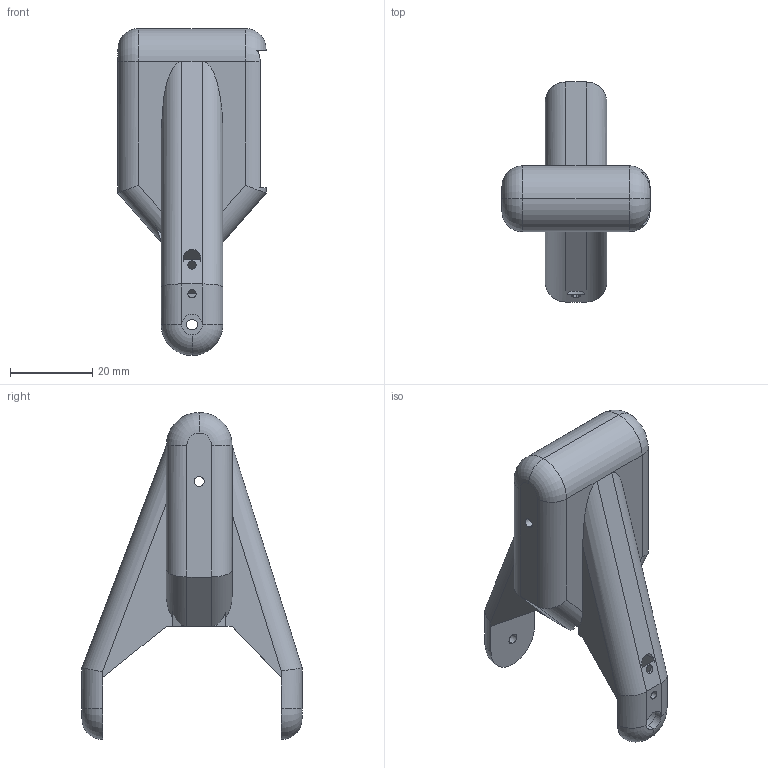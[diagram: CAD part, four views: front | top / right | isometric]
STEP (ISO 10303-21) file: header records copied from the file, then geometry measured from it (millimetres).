
FILE_DESCRIPTION (( 'STEP AP203' ), '1' );
FILE_NAME ('Coaxa_Default_sldprt.STEP', '2020-05-06T21:22:44', ( '' ), ( '' ), 'SwSTEP 2.0', 'SolidWorks 2019', '' );
FILE_SCHEMA (( 'CONFIG_CONTROL_DESIGN' ));
Length unit declared in the file: millimetre
Products named in the file (1): Coaxa_Default_sldprt
Bounding box: 36 x 53.5 x 79.5 mm (x, y, z)
Volume: 25861.1 mm3; surface area: 12105.5 mm2
Topology: 1 solids, 1 shells, 94 faces, 250 edges, 154 vertices
Faces by surface type: plane 45, cylinder 38, torus 8, cone 3
Entity records: 3019 total; most frequent: CARTESIAN_POINT 623, ORIENTED_EDGE 496, DIRECTION 475, EDGE_CURVE 248, AXIS2_PLACEMENT_3D 162, VERTEX_POINT 154, LINE 151, VECTOR 151
